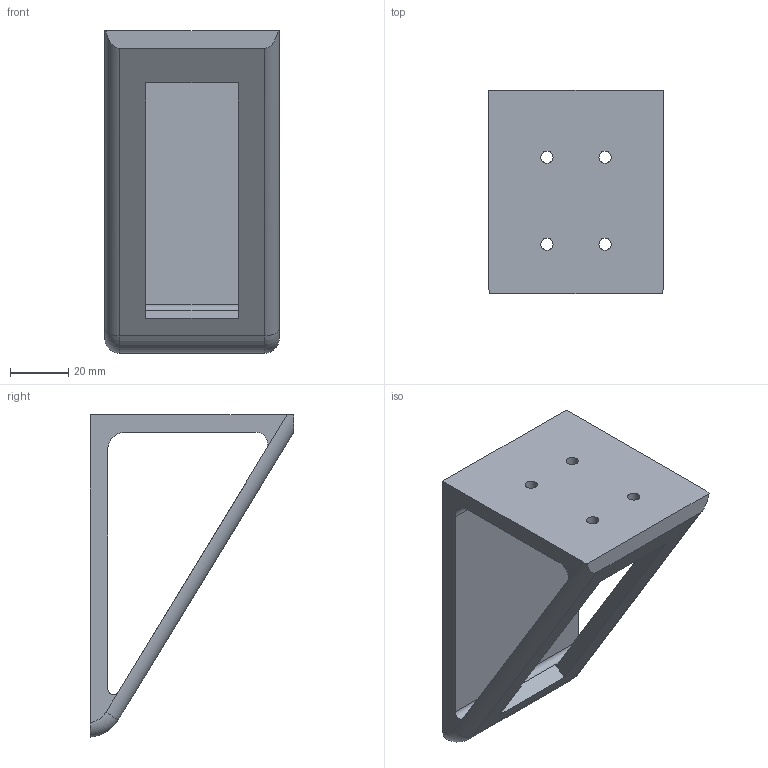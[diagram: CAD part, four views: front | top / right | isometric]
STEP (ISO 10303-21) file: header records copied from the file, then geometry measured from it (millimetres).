
FILE_DESCRIPTION(/* description */ (''),/* implementation_level */ '2;1');
FILE_NAME(/* name */ 'xAxisMotorMount v2.step',/* time_stamp */ '2025-08-05T14:37:47-07:00',/* author */ (''),/* organization */ (''),/* preprocessor_version */ 'ST-DEVELOPER v20.1',/* originating_system */ 'Autodesk Translation Framework v14.10.0.0',/* authorisation */ '');
FILE_SCHEMA (('AUTOMOTIVE_DESIGN { 1 0 10303 214 3 1 1 }'));
Length unit declared in the file: millimetre
Products named in the file (1): xAxisMotorMount
Bounding box: 60 x 70 x 111 mm (x, y, z)
Volume: 82539.7 mm3; surface area: 31903.4 mm2
Topology: 1 solids, 1 shells, 25 faces, 72 edges, 46 vertices
Faces by surface type: plane 13, cylinder 10, torus 2
Full cylindrical faces by diameter (mm): 4.2 x4
Entity records: 911 total; most frequent: CARTESIAN_POINT 178, DIRECTION 148, ORIENTED_EDGE 144, EDGE_CURVE 72, AXIS2_PLACEMENT_3D 52, VERTEX_POINT 46, LINE 44, VECTOR 44
